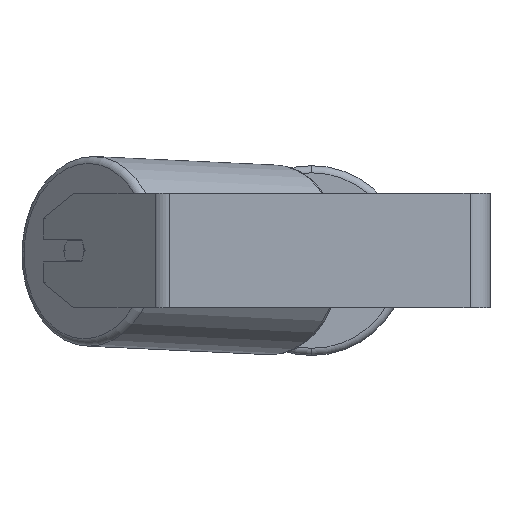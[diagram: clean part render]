
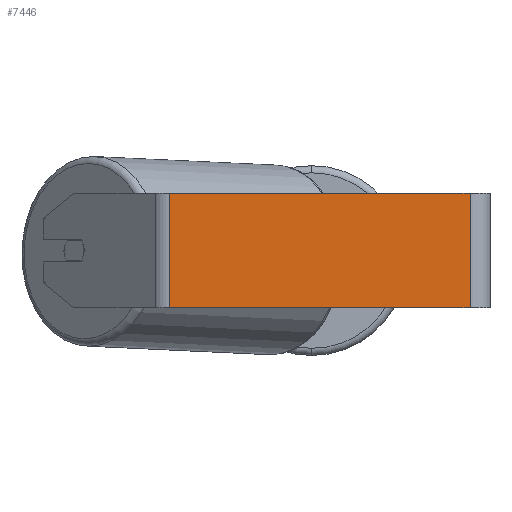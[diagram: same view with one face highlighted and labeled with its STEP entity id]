
A CAD part, left-side view. The second image highlights one B-rep face of the part: STEP entity #7446.
In plain terms, the highlighted planar face has unit normal (-1, 0, 0).
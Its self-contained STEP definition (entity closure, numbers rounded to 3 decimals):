
#200 = VECTOR ( 'NONE', #2540, 1000. ) ;
#569 = EDGE_CURVE ( 'NONE', #2161, #7048, #5965, .T. ) ;
#595 = VERTEX_POINT ( 'NONE', #6482 ) ;
#1088 = DIRECTION ( 'NONE',  ( 0., 0., -1. ) ) ;
#1129 = AXIS2_PLACEMENT_3D ( 'NONE', #7010, #4327, #1088 ) ;
#1438 = ORIENTED_EDGE ( 'NONE', *, *, #5530, .T. ) ;
#1598 = DIRECTION ( 'NONE',  ( 0., -1., 0. ) ) ;
#1758 = PLANE ( 'NONE',  #1129 ) ;
#1788 = DIRECTION ( 'NONE',  ( 0., 0., -1. ) ) ;
#1916 = ORIENTED_EDGE ( 'NONE', *, *, #7813, .F. ) ;
#2161 = VERTEX_POINT ( 'NONE', #6603 ) ;
#2431 = DIRECTION ( 'NONE',  ( 0., 0., -1. ) ) ;
#2540 = DIRECTION ( 'NONE',  ( 0., -1., 0. ) ) ;
#3109 = CARTESIAN_POINT ( 'NONE',  ( -350., 14., 40. ) ) ;
#3272 = CARTESIAN_POINT ( 'NONE',  ( -350., 230.541, -40. ) ) ;
#4059 = ORIENTED_EDGE ( 'NONE', *, *, #569, .T. ) ;
#4327 = DIRECTION ( 'NONE',  ( 1., 0., 0. ) ) ;
#4524 = CARTESIAN_POINT ( 'NONE',  ( -350., 14., -40. ) ) ;
#4856 = LINE ( 'NONE', #7460, #5328 ) ;
#4916 = VECTOR ( 'NONE', #2431, 1000. ) ;
#5008 = FACE_OUTER_BOUND ( 'NONE', #6376, .T. ) ;
#5328 = VECTOR ( 'NONE', #1598, 1000. ) ;
#5353 = ORIENTED_EDGE ( 'NONE', *, *, #6124, .F. ) ;
#5530 = EDGE_CURVE ( 'NONE', #7673, #2161, #8286, .T. ) ;
#5717 = CARTESIAN_POINT ( 'NONE',  ( -350., 224.742, 40. ) ) ;
#5965 = LINE ( 'NONE', #3272, #200 ) ;
#6124 = EDGE_CURVE ( 'NONE', #7673, #595, #4856, .T. ) ;
#6376 = EDGE_LOOP ( 'NONE', ( #4059, #1916, #5353, #1438 ) ) ;
#6482 = CARTESIAN_POINT ( 'NONE',  ( -350., 14., 40. ) ) ;
#6603 = CARTESIAN_POINT ( 'NONE',  ( -350., 224.742, -40. ) ) ;
#6725 = VECTOR ( 'NONE', #1788, 1000. ) ;
#7010 = CARTESIAN_POINT ( 'NONE',  ( -350., 230.541, 40. ) ) ;
#7048 = VERTEX_POINT ( 'NONE', #4524 ) ;
#7446 = ADVANCED_FACE ( 'NONE', ( #5008 ), #1758, .F. ) ;
#7460 = CARTESIAN_POINT ( 'NONE',  ( -350., 230.541, 40. ) ) ;
#7531 = CARTESIAN_POINT ( 'NONE',  ( -350., 224.742, 40. ) ) ;
#7673 = VERTEX_POINT ( 'NONE', #7531 ) ;
#7813 = EDGE_CURVE ( 'NONE', #595, #7048, #8245, .T. ) ;
#8245 = LINE ( 'NONE', #3109, #6725 ) ;
#8286 = LINE ( 'NONE', #5717, #4916 ) ;
